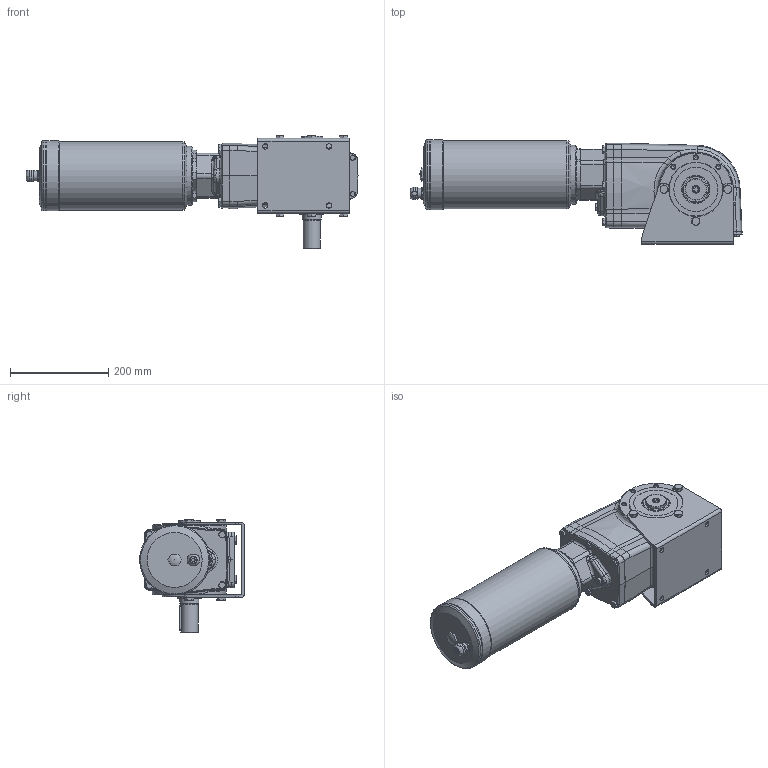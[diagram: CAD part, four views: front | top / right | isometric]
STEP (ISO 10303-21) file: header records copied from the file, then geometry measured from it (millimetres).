
FILE_DESCRIPTION( ( 'Unknown' ), '1' );
FILE_NAME( '977FF84FD4EC61E37EF155F44F5563EB.3d.stp', 'Unknown', ( 'Unknown' ), ( 'Unknown' ), 'PSStep 10.1', 'Unknown', ' ' );
FILE_SCHEMA( ( 'AUTOMOTIVE_DESIGN { 1 0 10303 214 1 1 1 1 }' ) );
Length unit declared in the file: millimetre
Products named in the file (1): X62N
Bounding box: 676.5 x 213.5 x 231.4 mm (x, y, z)
Volume: 11384100.3 mm3; surface area: 559691 mm2
Topology: 1 solids, 28 shells, 1019 faces, 2390 edges, 1490 vertices
Faces by surface type: plane 412, cylinder 256, cone 224, torus 69, bspline 53, extrusion 4, sphere 1
Full cylindrical faces by diameter (mm): 4.917 x9, 6 x6, 7 x11, 8.376 x34, 8.9 x6, 10 x12, 10.5 x7, 11 x4, 11.6 x6, 12 x6, 13 x1, 13.4 x1, 14.6 x6, 15 x1, 16.662 x1, 18 x1, 19 x1, 20 x1, 25 x1, 34.6 x2, 35 x4, 35.2 x1, 39 x1, 44 x1, 50 x1, 57.5 x2, 58 x2, 62 x1, 68 x1, 80 x1
Entity records: 40941 total; most frequent: CARTESIAN_POINT 11647, DIRECTION 4374, ORIENTED_EDGE 3934, EDGE_CURVE 1967, AXIS2_PLACEMENT_3D 1806, EDGE_LOOP 1424, VERTEX_POINT 1377, FACE_OUTER_BOUND 1226
